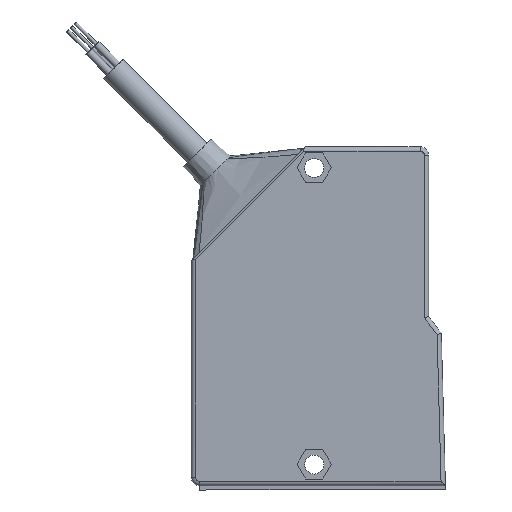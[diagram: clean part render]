
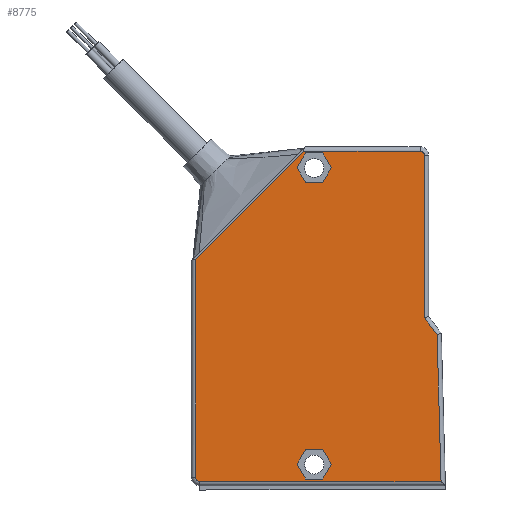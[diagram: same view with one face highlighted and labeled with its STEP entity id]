
A CAD part, front view. The second image highlights one B-rep face of the part: STEP entity #8775.
In plain terms, the highlighted face is planar.
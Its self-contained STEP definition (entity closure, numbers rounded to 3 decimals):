
#849=LINE('',#14106,#1658);
#850=LINE('',#14109,#1659);
#851=LINE('',#14111,#1660);
#852=LINE('',#14113,#1661);
#853=LINE('',#14115,#1662);
#854=LINE('',#14117,#1663);
#855=LINE('',#14118,#1664);
#856=LINE('',#14121,#1665);
#857=LINE('',#14123,#1666);
#858=LINE('',#14125,#1667);
#859=LINE('',#14127,#1668);
#860=LINE('',#14129,#1669);
#861=LINE('',#14130,#1670);
#862=LINE('',#14133,#1671);
#863=LINE('',#14135,#1672);
#864=LINE('',#14139,#1673);
#865=LINE('',#14141,#1674);
#866=LINE('',#14143,#1675);
#867=LINE('',#14145,#1676);
#1658=VECTOR('',#11527,1000.);
#1659=VECTOR('',#11528,1000.);
#1660=VECTOR('',#11529,1000.);
#1661=VECTOR('',#11530,1000.);
#1662=VECTOR('',#11531,1000.);
#1663=VECTOR('',#11532,1000.);
#1664=VECTOR('',#11533,1000.);
#1665=VECTOR('',#11534,1000.);
#1666=VECTOR('',#11535,1000.);
#1667=VECTOR('',#11536,1000.);
#1668=VECTOR('',#11537,1000.);
#1669=VECTOR('',#11538,1000.);
#1670=VECTOR('',#11539,1000.);
#1671=VECTOR('',#11540,1000.);
#1672=VECTOR('',#11541,1000.);
#1673=VECTOR('',#11544,1000.);
#1674=VECTOR('',#11545,1000.);
#1675=VECTOR('',#11546,1000.);
#1676=VECTOR('',#11547,1000.);
#2989=ORIENTED_EDGE('',*,*,#5182,.F.);
#2990=ORIENTED_EDGE('',*,*,#5183,.F.);
#2991=ORIENTED_EDGE('',*,*,#5184,.F.);
#2992=ORIENTED_EDGE('',*,*,#5185,.F.);
#2993=ORIENTED_EDGE('',*,*,#5186,.F.);
#2994=ORIENTED_EDGE('',*,*,#5187,.F.);
#2995=ORIENTED_EDGE('',*,*,#5188,.F.);
#2996=ORIENTED_EDGE('',*,*,#5189,.F.);
#2997=ORIENTED_EDGE('',*,*,#5190,.F.);
#2998=ORIENTED_EDGE('',*,*,#5191,.F.);
#2999=ORIENTED_EDGE('',*,*,#5192,.F.);
#3000=ORIENTED_EDGE('',*,*,#5193,.F.);
#3001=ORIENTED_EDGE('',*,*,#5194,.T.);
#3002=ORIENTED_EDGE('',*,*,#5195,.T.);
#3003=ORIENTED_EDGE('',*,*,#5196,.T.);
#3004=ORIENTED_EDGE('',*,*,#5197,.T.);
#3005=ORIENTED_EDGE('',*,*,#5198,.T.);
#3006=ORIENTED_EDGE('',*,*,#5199,.T.);
#3007=ORIENTED_EDGE('',*,*,#5200,.T.);
#3008=ORIENTED_EDGE('',*,*,#5201,.T.);
#3009=ORIENTED_EDGE('',*,*,#5202,.T.);
#5182=EDGE_CURVE('',#6332,#6333,#849,.T.);
#5183=EDGE_CURVE('',#6334,#6332,#850,.T.);
#5184=EDGE_CURVE('',#6335,#6334,#851,.T.);
#5185=EDGE_CURVE('',#6336,#6335,#852,.T.);
#5186=EDGE_CURVE('',#6337,#6336,#853,.T.);
#5187=EDGE_CURVE('',#6333,#6337,#854,.T.);
#5188=EDGE_CURVE('',#6338,#6339,#855,.T.);
#5189=EDGE_CURVE('',#6340,#6338,#856,.T.);
#5190=EDGE_CURVE('',#6341,#6340,#857,.T.);
#5191=EDGE_CURVE('',#6342,#6341,#858,.T.);
#5192=EDGE_CURVE('',#6343,#6342,#859,.T.);
#5193=EDGE_CURVE('',#6339,#6343,#860,.T.);
#5194=EDGE_CURVE('',#6344,#6345,#861,.F.);
#5195=EDGE_CURVE('',#6345,#6346,#862,.T.);
#5196=EDGE_CURVE('',#6346,#6347,#863,.F.);
#5197=EDGE_CURVE('',#6347,#6348,#6965,.T.);
#5198=EDGE_CURVE('',#6348,#6349,#864,.T.);
#5199=EDGE_CURVE('',#6349,#6350,#865,.F.);
#5200=EDGE_CURVE('',#6350,#6351,#866,.F.);
#5201=EDGE_CURVE('',#6351,#6352,#867,.F.);
#5202=EDGE_CURVE('',#6352,#6344,#6966,.T.);
#6332=VERTEX_POINT('',#14107);
#6333=VERTEX_POINT('',#14108);
#6334=VERTEX_POINT('',#14110);
#6335=VERTEX_POINT('',#14112);
#6336=VERTEX_POINT('',#14114);
#6337=VERTEX_POINT('',#14116);
#6338=VERTEX_POINT('',#14119);
#6339=VERTEX_POINT('',#14120);
#6340=VERTEX_POINT('',#14122);
#6341=VERTEX_POINT('',#14124);
#6342=VERTEX_POINT('',#14126);
#6343=VERTEX_POINT('',#14128);
#6344=VERTEX_POINT('',#14131);
#6345=VERTEX_POINT('',#14132);
#6346=VERTEX_POINT('',#14134);
#6347=VERTEX_POINT('',#14136);
#6348=VERTEX_POINT('',#14138);
#6349=VERTEX_POINT('',#14140);
#6350=VERTEX_POINT('',#14142);
#6351=VERTEX_POINT('',#14144);
#6352=VERTEX_POINT('',#14146);
#6965=CIRCLE('',#10028,1.);
#6966=CIRCLE('',#10029,1.);
#7327=EDGE_LOOP('',(#2989,#2990,#2991,#2992,#2993,#2994));
#7328=EDGE_LOOP('',(#2995,#2996,#2997,#2998,#2999,#3000));
#7329=EDGE_LOOP('',(#3001,#3002,#3003,#3004,#3005,#3006,#3007,#3008,#3009));
#7915=FACE_BOUND('',#7327,.T.);
#7916=FACE_BOUND('',#7328,.T.);
#7917=FACE_BOUND('',#7329,.T.);
#8428=PLANE('',#10027);
#8775=ADVANCED_FACE('',(#7915,#7916,#7917),#8428,.T.);
#10027=AXIS2_PLACEMENT_3D('',#14105,#11525,#11526);
#10028=AXIS2_PLACEMENT_3D('',#14137,#11542,#11543);
#10029=AXIS2_PLACEMENT_3D('',#14147,#11548,#11549);
#11525=DIRECTION('',(0.,1.,0.));
#11526=DIRECTION('',(0.,0.,1.));
#11527=DIRECTION('',(-0.5,0.,0.866));
#11528=DIRECTION('',(-1.,0.,0.));
#11529=DIRECTION('',(-0.5,0.,-0.866));
#11530=DIRECTION('',(0.5,0.,-0.866));
#11531=DIRECTION('',(1.,0.,0.));
#11532=DIRECTION('',(0.5,0.,0.866));
#11533=DIRECTION('',(0.5,0.,-0.866));
#11534=DIRECTION('',(1.,0.,0.));
#11535=DIRECTION('',(0.5,0.,0.866));
#11536=DIRECTION('',(-0.5,0.,0.866));
#11537=DIRECTION('',(-1.,0.,0.));
#11538=DIRECTION('',(-0.5,0.,-0.866));
#11539=DIRECTION('',(1.,0.,0.));
#11540=DIRECTION('',(-0.707,0.,0.707));
#11541=DIRECTION('',(0.,0.,-1.));
#11542=DIRECTION('',(0.,1.,0.));
#11543=DIRECTION('',(0.,0.,1.));
#11544=DIRECTION('',(1.,0.,0.));
#11545=DIRECTION('',(0.027,0.,1.));
#11546=DIRECTION('',(0.6,0.,0.8));
#11547=DIRECTION('',(0.,0.,1.));
#11548=DIRECTION('',(0.,1.,0.));
#11549=DIRECTION('',(0.,0.,1.));
#14105=CARTESIAN_POINT('',(0.,0.,0.));
#14106=CARTESIAN_POINT('',(26.979,0.,1.417));
#14107=CARTESIAN_POINT('',(26.979,0.,1.417));
#14108=CARTESIAN_POINT('',(24.959,0.,4.917));
#14109=CARTESIAN_POINT('',(31.021,0.,1.417));
#14110=CARTESIAN_POINT('',(31.021,0.,1.417));
#14111=CARTESIAN_POINT('',(33.041,0.,4.917));
#14112=CARTESIAN_POINT('',(33.041,0.,4.917));
#14113=CARTESIAN_POINT('',(31.021,0.,8.417));
#14114=CARTESIAN_POINT('',(31.021,0.,8.417));
#14115=CARTESIAN_POINT('',(26.979,0.,8.417));
#14116=CARTESIAN_POINT('',(26.979,0.,8.417));
#14117=CARTESIAN_POINT('',(24.959,0.,4.917));
#14118=CARTESIAN_POINT('',(31.021,0.,78.417));
#14119=CARTESIAN_POINT('',(31.021,0.,78.417));
#14120=CARTESIAN_POINT('',(33.041,0.,74.917));
#14121=CARTESIAN_POINT('',(26.979,0.,78.417));
#14122=CARTESIAN_POINT('',(26.979,0.,78.417));
#14123=CARTESIAN_POINT('',(24.959,0.,74.917));
#14124=CARTESIAN_POINT('',(24.959,0.,74.917));
#14125=CARTESIAN_POINT('',(26.979,0.,71.417));
#14126=CARTESIAN_POINT('',(26.979,0.,71.417));
#14127=CARTESIAN_POINT('',(31.021,0.,71.417));
#14128=CARTESIAN_POINT('',(31.021,0.,71.417));
#14129=CARTESIAN_POINT('',(33.041,0.,74.917));
#14130=CARTESIAN_POINT('',(26.87,0.,1.));
#14131=CARTESIAN_POINT('',(54.,0.,1.));
#14132=CARTESIAN_POINT('',(26.577,0.,1.));
#14133=CARTESIAN_POINT('',(1.354,0.,26.224));
#14134=CARTESIAN_POINT('',(1.,0.,26.577));
#14135=CARTESIAN_POINT('',(1.,0.,78.));
#14136=CARTESIAN_POINT('',(1.,0.,78.));
#14137=CARTESIAN_POINT('',(2.,0.,78.));
#14138=CARTESIAN_POINT('',(2.,0.,79.));
#14139=CARTESIAN_POINT('',(59.972,0.,79.));
#14140=CARTESIAN_POINT('',(58.946,0.,79.));
#14141=CARTESIAN_POINT('',(58.027,0.,45.027));
#14142=CARTESIAN_POINT('',(58.009,0.,44.345));
#14143=CARTESIAN_POINT('',(55.68,0.,41.24));
#14144=CARTESIAN_POINT('',(55.,0.,40.333));
#14145=CARTESIAN_POINT('',(55.,0.,2.));
#14146=CARTESIAN_POINT('',(55.,0.,2.));
#14147=CARTESIAN_POINT('',(54.,0.,2.));
